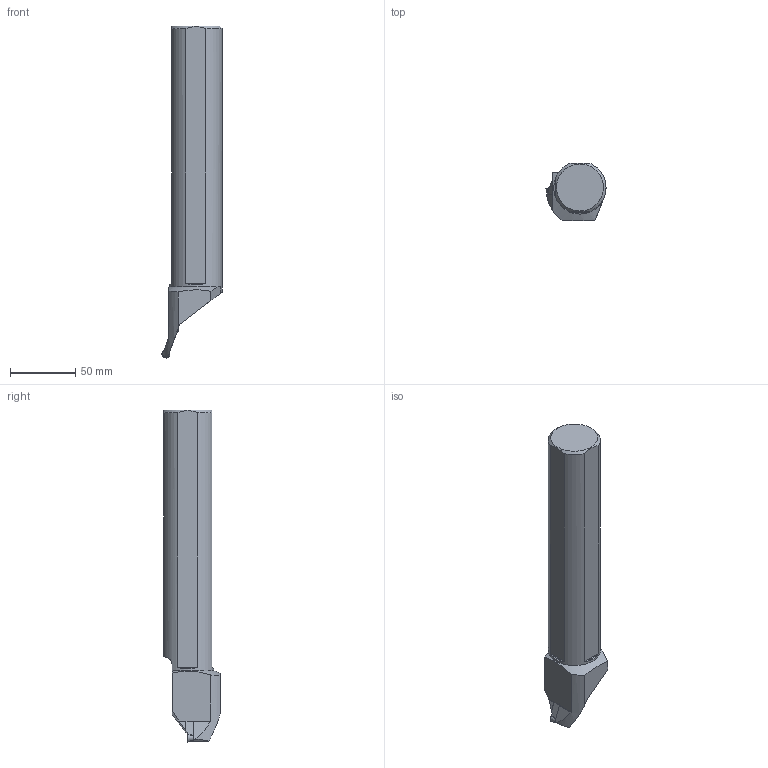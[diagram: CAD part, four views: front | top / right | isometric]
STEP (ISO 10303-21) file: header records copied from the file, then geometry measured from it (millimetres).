
FILE_DESCRIPTION(/* description */ (''),/* implementation_level */ '2;1');
FILE_NAME(/* name */ '1553756494068.stp',/* time_stamp */ '2019-03-28T12:31:55+05:00',/* author */ (''),/* organization */ ('SMS'),/* preprocessor_version */ 'ST-DEVELOPER v15',/* originating_system */ 'SIEMENS PLM Software NX 8.5',/* authorisation */ '');
FILE_SCHEMA (('AUTOMOTIVE_DESIGN { 1 0 10303 214 3 1 1 1 }'));
Length unit declared in the file: millimetre
Products named in the file (4): 201539473mod000_00; ASSEMBLY_CONSTRUCTION; 201705456mod000_00; 201705455mod000_00
Assembly tree (3 placements, depth 2):
  201705455mod000_00
    201705456mod000_00
    ASSEMBLY_CONSTRUCTION
    201539473mod000_00
Bounding box: 46 x 43.5 x 254 mm (x, y, z)
Volume: 270058.1 mm3; surface area: 32316.9 mm2
Topology: 2 solids, 2 shells, 64 faces, 192 edges, 139 vertices
Faces by surface type: plane 36, cylinder 14, bspline 9, cone 4, extrusion 1
Entity records: 3603 total; most frequent: CARTESIAN_POINT 1834, ORIENTED_EDGE 378, DIRECTION 288, EDGE_CURVE 189, VERTEX_POINT 130, AXIS2_PLACEMENT_3D 98, VECTOR 92, LINE 91
